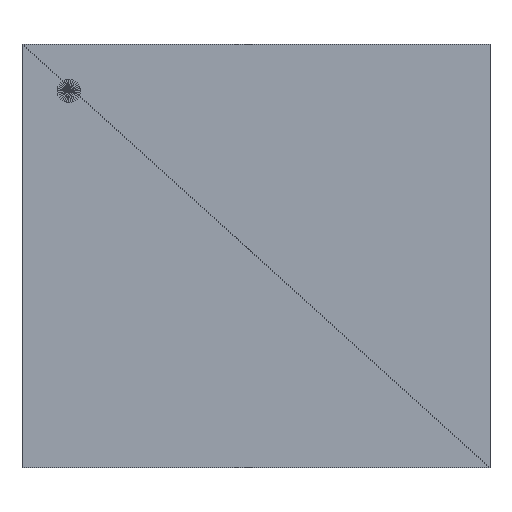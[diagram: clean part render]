
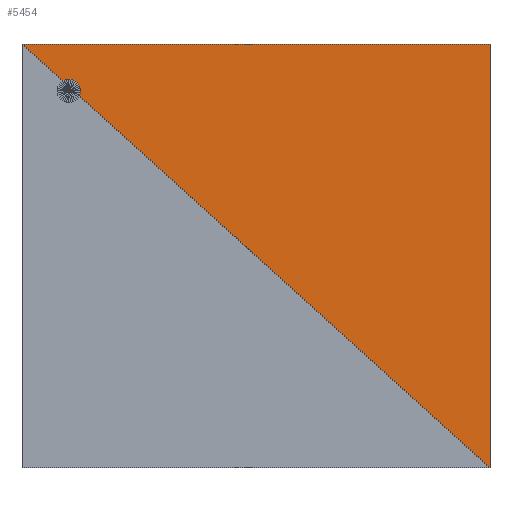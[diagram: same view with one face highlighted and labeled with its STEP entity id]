
A CAD part, top view. The second image highlights one B-rep face of the part: STEP entity #5454.
In plain terms, the highlighted planar face has unit normal (0, 0, 1).
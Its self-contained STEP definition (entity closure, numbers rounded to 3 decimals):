
#5075=CARTESIAN_POINT('',(1.346,-1.219,0.686));
#5074=VERTEX_POINT('',#5075);
#5077=CARTESIAN_POINT('',(1.346,1.219,0.686));
#5076=VERTEX_POINT('',#5077);
#5073=EDGE_CURVE('',#5074,#5076,#5078,.T.);
#5078=LINE('',#5075,#5080);
#5080=VECTOR('',#5081,2.438);
#5081=DIRECTION('',(0.0,1.0,0.0));
#5153=CARTESIAN_POINT('',(-1.346,1.219,0.686));
#5152=VERTEX_POINT('',#5153);
#5307=EDGE_CURVE('',#5076,#5152,#5312,.T.);
#5312=LINE('',#5077,#5314);
#5314=VECTOR('',#5315,2.692);
#5315=DIRECTION('',(-1.0,0.0,0.0));
#5454=ADVANCED_FACE('',(#5460),#5455,.T.);
#5455=PLANE('',#5456);
#5456=AXIS2_PLACEMENT_3D('',#5457,#5458,#5459);
#5457=CARTESIAN_POINT('',(1.346,1.219,0.686));
#5458=DIRECTION('',(0.0,0.0,1.0));
#5459=DIRECTION('',(0.,1.,0.));
#5460=FACE_OUTER_BOUND('',#5461,.T.);
#5461=EDGE_LOOP('',(#5462,#5472,#5482));
#5462=ORIENTED_EDGE('',*,*,#5307,.T.);
#5473=EDGE_CURVE('',#5074,#5152,#5478,.T.);
#5478=LINE('',#5075,#5480);
#5480=VECTOR('',#5481,3.632);
#5481=DIRECTION('',(-0.741,0.671,0.0));
#5472=ORIENTED_EDGE('',*,*,#5473,.F.);
#5482=ORIENTED_EDGE('',*,*,#5073,.T.);
